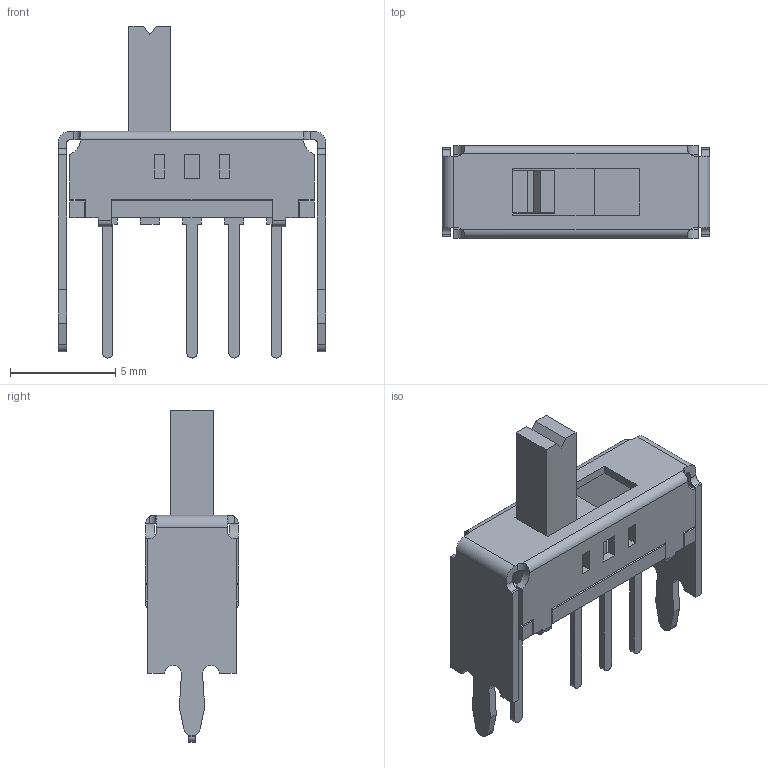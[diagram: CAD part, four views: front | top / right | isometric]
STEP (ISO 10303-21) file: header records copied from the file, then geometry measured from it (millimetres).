
FILE_DESCRIPTION(('FreeCAD Model'),'2;1');
FILE_NAME('Open CASCADE Shape Model','2024-02-15T20:17:10',(''),(''), 'Open CASCADE STEP processor 7.6','FreeCAD','Unknown');
FILE_SCHEMA(('AUTOMOTIVE_DESIGN { 1 0 10303 214 1 1 1 1 }'));
Length unit declared in the file: millimetre
Products named in the file (4): C561481_ASM; PCBMODEL_1_2_3_4_ASM; F54F833A6B5549E687C7EF653A76A7E_ASM; SOLID
Assembly tree (3 placements, depth 4):
  C561481_ASM
    PCBMODEL_1_2_3_4_ASM
      F54F833A6B5549E687C7EF653A76A7E_ASM
        SOLID
Bounding box: 12.7 x 4.4 x 15.75 mm (x, y, z)
Volume: 161.8 mm3; surface area: 646.3 mm2
Topology: 1 solids, 1 shells, 253 faces, 717 edges, 474 vertices
Faces by surface type: plane 211, cylinder 42
Entity records: 17850 total; most frequent: CARTESIAN_POINT 3412, DIRECTION 2679, LINE 1965, VECTOR 1965, ORIENTED_EDGE 1434, PCURVE 1434, DEFINITIONAL_REPRESENTATION 1434, EDGE_CURVE 717
